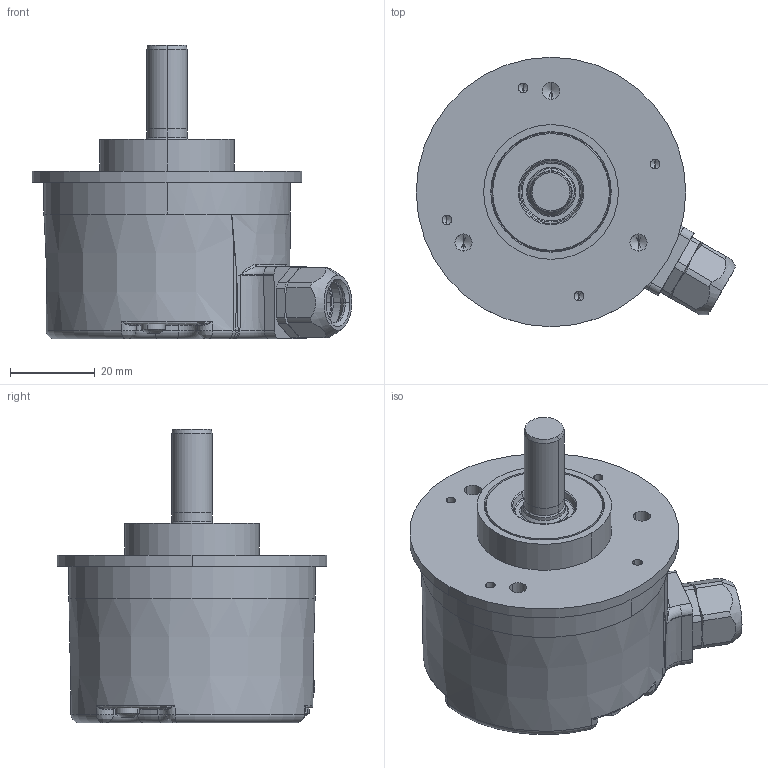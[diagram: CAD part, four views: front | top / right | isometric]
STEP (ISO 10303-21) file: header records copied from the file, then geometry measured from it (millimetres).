
FILE_DESCRIPTION((''),'2;1');
FILE_NAME('592280','2010-11-10T',('se2802'),(''),'PRO/ENGINEER BY PARAMETRIC TECHNOLOGY CORPORATION, 2010180','PRO/ENGINEER BY PARAMETRIC TECHNOLOGY CORPORATION, 2010180','');
FILE_SCHEMA(('CONFIG_CONTROL_DESIGN'));
Products named in the file (1): 592280
Bounding box: 75.27 x 63.5 x 69.2 mm (x, y, z)
Volume: 66480.6 mm3; surface area: 37693.9 mm2
Topology: 1 solids, 2 shells, 1417 faces, 3897 edges, 2476 vertices
Faces by surface type: plane 401, extrusion 324, cylinder 292, cone 175, torus 135, bspline 82, sphere 8
Entity records: 54076 total; most frequent: CARTESIAN_POINT 20189, ORIENTED_EDGE 7758, DIRECTION 5986, EDGE_CURVE 3879, VERTEX_POINT 2476, AXIS2_PLACEMENT_3D 2222, B_SPLINE_CURVE_WITH_KNOTS 1774, VECTOR 1542
